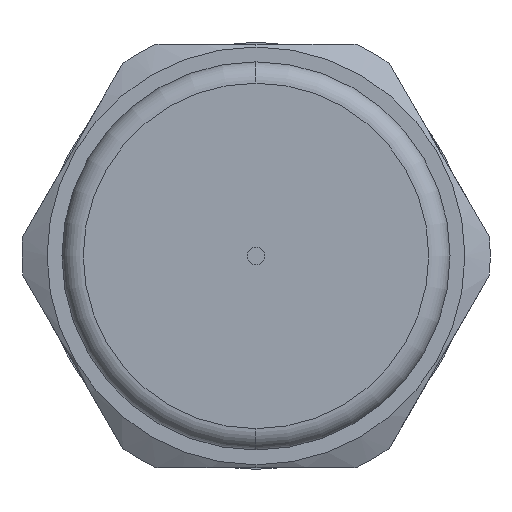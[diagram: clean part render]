
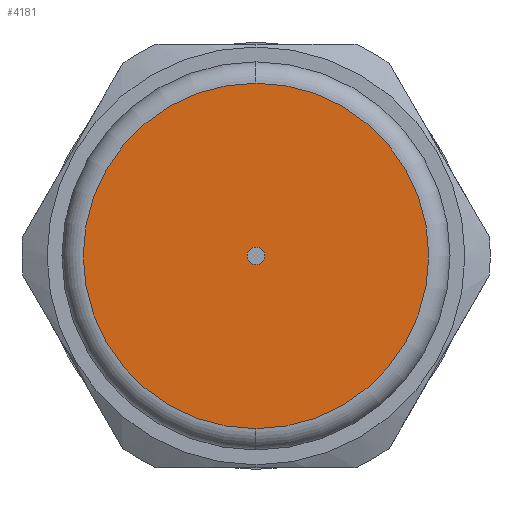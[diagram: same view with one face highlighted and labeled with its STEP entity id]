
A CAD part, left-side view. The second image highlights one B-rep face of the part: STEP entity #4181.
In plain terms, the highlighted planar face has unit normal (-1, 0, 0).
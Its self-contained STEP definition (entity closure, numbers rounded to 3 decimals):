
#8 = CIRCLE ( 'NONE', #6457, 0.6 ) ;
#205 = VERTEX_POINT ( 'NONE', #7843 ) ;
#266 = DIRECTION ( 'NONE',  ( 0., 0., -1. ) ) ;
#602 = CARTESIAN_POINT ( 'NONE',  ( -122.58, 0., 11.658 ) ) ;
#721 = FACE_BOUND ( 'NONE', #4071, .T. ) ;
#894 = DIRECTION ( 'NONE',  ( 1., 0., 0. ) ) ;
#1252 = AXIS2_PLACEMENT_3D ( 'NONE', #6580, #8689, #1397 ) ;
#1345 = ORIENTED_EDGE ( 'NONE', *, *, #6006, .T. ) ;
#1397 = DIRECTION ( 'NONE',  ( 0., 0., 1. ) ) ;
#1962 = FACE_OUTER_BOUND ( 'NONE', #5709, .T. ) ;
#2085 = ORIENTED_EDGE ( 'NONE', *, *, #4142, .T. ) ;
#2765 = CARTESIAN_POINT ( 'NONE',  ( -122.58, 0., 0.6 ) ) ;
#2791 = VERTEX_POINT ( 'NONE', #2765 ) ;
#3108 = CARTESIAN_POINT ( 'NONE',  ( -122.58, 0., 0. ) ) ;
#3556 = EDGE_CURVE ( 'NONE', #4334, #4490, #7194, .T. ) ;
#3670 = CIRCLE ( 'NONE', #4967, 0.6 ) ;
#3759 = DIRECTION ( 'NONE',  ( 0., 0., -1. ) ) ;
#4071 = EDGE_LOOP ( 'NONE', ( #1345, #2085 ) ) ;
#4142 = EDGE_CURVE ( 'NONE', #2791, #205, #3670, .T. ) ;
#4181 = ADVANCED_FACE ( 'NONE', ( #721, #1962 ), #7338, .T. ) ;
#4334 = VERTEX_POINT ( 'NONE', #6925 ) ;
#4351 = DIRECTION ( 'NONE',  ( 1., 0., 0. ) ) ;
#4432 = DIRECTION ( 'NONE',  ( 1., 0., 0. ) ) ;
#4490 = VERTEX_POINT ( 'NONE', #602 ) ;
#4967 = AXIS2_PLACEMENT_3D ( 'NONE', #6494, #4351, #9434 ) ;
#5204 = CARTESIAN_POINT ( 'NONE',  ( -122.58, 0., 0. ) ) ;
#5709 = EDGE_LOOP ( 'NONE', ( #7868, #8709 ) ) ;
#6006 = EDGE_CURVE ( 'NONE', #205, #2791, #8, .T. ) ;
#6052 = CARTESIAN_POINT ( 'NONE',  ( -122.58, 0., 0. ) ) ;
#6457 = AXIS2_PLACEMENT_3D ( 'NONE', #5204, #8153, #3759 ) ;
#6494 = CARTESIAN_POINT ( 'NONE',  ( -122.58, 0., 0. ) ) ;
#6580 = CARTESIAN_POINT ( 'NONE',  ( -122.58, 0., -0.6 ) ) ;
#6729 = EDGE_CURVE ( 'NONE', #4490, #4334, #8203, .T. ) ;
#6925 = CARTESIAN_POINT ( 'NONE',  ( -122.58, 0., -11.658 ) ) ;
#7150 = AXIS2_PLACEMENT_3D ( 'NONE', #3108, #4432, #8204 ) ;
#7181 = AXIS2_PLACEMENT_3D ( 'NONE', #6052, #894, #266 ) ;
#7194 = CIRCLE ( 'NONE', #7150, 11.658 ) ;
#7338 = PLANE ( 'NONE',  #1252 ) ;
#7843 = CARTESIAN_POINT ( 'NONE',  ( -122.58, 0., -0.6 ) ) ;
#7868 = ORIENTED_EDGE ( 'NONE', *, *, #3556, .F. ) ;
#8153 = DIRECTION ( 'NONE',  ( 1., 0., 0. ) ) ;
#8203 = CIRCLE ( 'NONE', #7181, 11.658 ) ;
#8204 = DIRECTION ( 'NONE',  ( 0., 0., -1. ) ) ;
#8689 = DIRECTION ( 'NONE',  ( -1., 0., 0. ) ) ;
#8709 = ORIENTED_EDGE ( 'NONE', *, *, #6729, .F. ) ;
#9434 = DIRECTION ( 'NONE',  ( 0., 0., -1. ) ) ;
